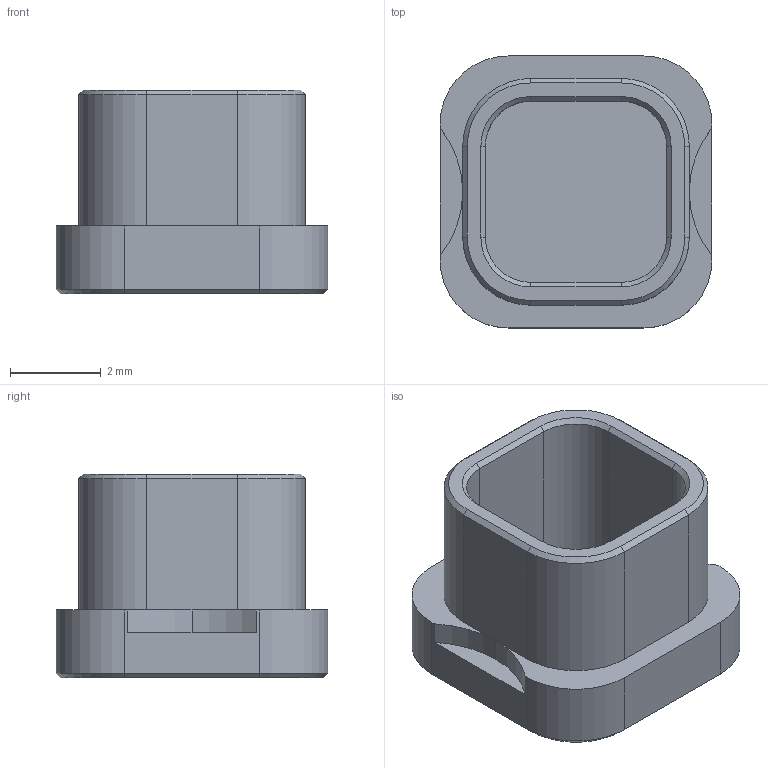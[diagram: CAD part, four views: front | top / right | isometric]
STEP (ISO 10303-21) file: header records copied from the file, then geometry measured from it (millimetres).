
FILE_DESCRIPTION (( 'STEP AP214' ), '1' );
FILE_NAME ('MS4BaseplateLid_v1.STEP', '2020-08-25T15:04:50', ( '' ), ( '' ), 'SwSTEP 2.0', 'SolidWorks 2020', '' );
FILE_SCHEMA (( 'AUTOMOTIVE_DESIGN' ));
Length unit declared in the file: millimetre
Products named in the file (1): MS4BaseplateLid_v1
Bounding box: 6 x 6 x 4.5 mm (x, y, z)
Volume: 66.1 mm3; surface area: 199.7 mm2
Topology: 1 solids, 1 shells, 62 faces, 148 edges, 88 vertices
Faces by surface type: plane 31, cylinder 17, cone 14
Entity records: 1841 total; most frequent: CARTESIAN_POINT 357, DIRECTION 315, ORIENTED_EDGE 292, EDGE_CURVE 146, AXIS2_PLACEMENT_3D 108, VECTOR 99, LINE 99, VERTEX_POINT 88
